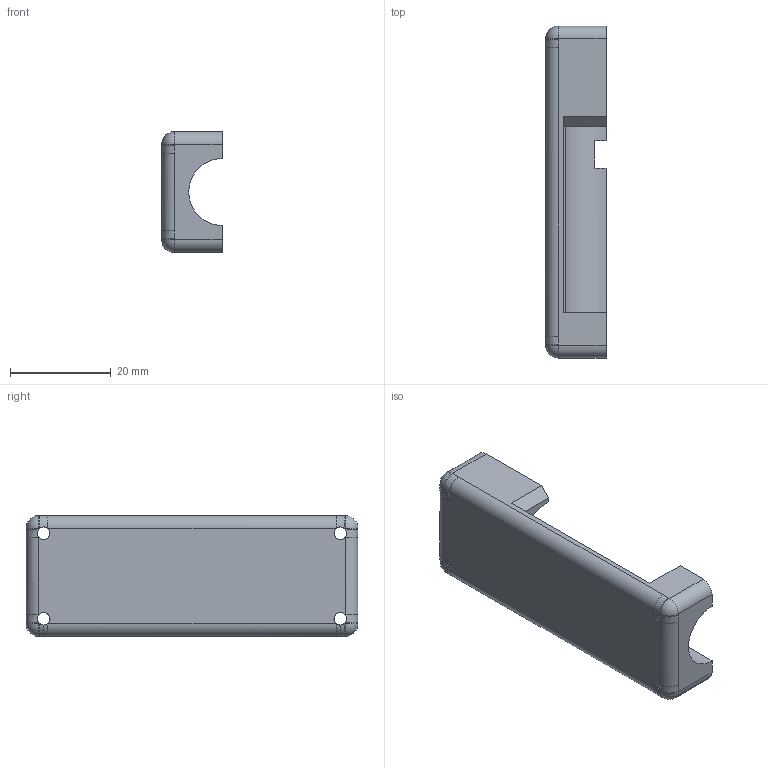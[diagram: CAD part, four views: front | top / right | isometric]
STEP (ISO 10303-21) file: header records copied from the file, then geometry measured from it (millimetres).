
FILE_DESCRIPTION(('FreeCAD Model'),'2;1');
FILE_NAME('Open CASCADE Shape Model','2024-10-01T09:54:09',(''),(''), 'Open CASCADE STEP processor 7.7','FreeCAD','Unknown');
FILE_SCHEMA(('AUTOMOTIVE_DESIGN { 1 0 10303 214 1 1 1 1 }'));
Products named in the file (1): InjectionMountV2Bottom
Bounding box: 12 x 66 x 24 mm (x, y, z)
Volume: 9282.9 mm3; surface area: 5866 mm2
Topology: 1 solids, 1 shells, 462 faces, 983 edges, 515 vertices
Faces by surface type: bspline 310, cylinder 117, plane 27, cone 4, sphere 4
Full cylindrical faces by diameter (mm): 2.52 x92
Entity records: 44505 total; most frequent: CARTESIAN_POINT 37250, ORIENTED_EDGE 1958, EDGE_CURVE 979, B_SPLINE_CURVE_WITH_KNOTS 713, DIRECTION 593, VERTEX_POINT 515, FACE_BOUND 466, EDGE_LOOP 466
